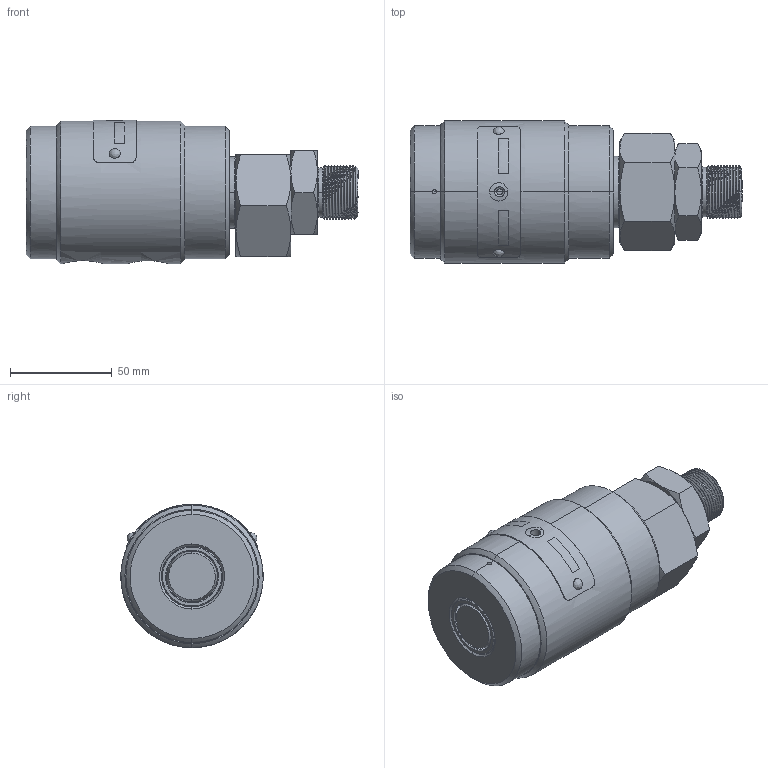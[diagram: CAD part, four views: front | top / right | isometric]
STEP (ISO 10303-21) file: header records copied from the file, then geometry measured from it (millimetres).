
FILE_DESCRIPTION (( 'STEP AP214' ), '1' );
FILE_NAME ('TUR-GHR34-2U.STEP', '2016-08-19T13:52:21', ( '' ), ( '' ), 'SwSTEP 2.0', 'SolidWorks 2016', '' );
FILE_SCHEMA (( 'AUTOMOTIVE_DESIGN' ));
Length unit declared in the file: millimetre
Products named in the file (1): TUR-GHR34-2U
Bounding box: 163.25 x 69.99 x 70.5 mm (x, y, z)
Surface area: 70203.6 mm2 (no closed solid volume)
Topology: 0 solids, 14 shells, 292 faces, 794 edges, 517 vertices
Faces by surface type: bspline 239, plane 53
Entity records: 96972 total; most frequent: CARTESIAN_POINT 91418, ORIENTED_EDGE 1450, EDGE_CURVE 793, VERTEX_POINT 517, B_SPLINE_CURVE_WITH_KNOTS 512, DIRECTION 391, EDGE_LOOP 328, ADVANCED_FACE 292
